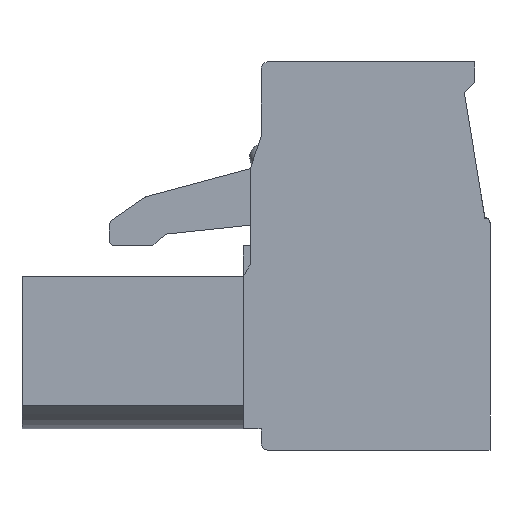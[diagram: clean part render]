
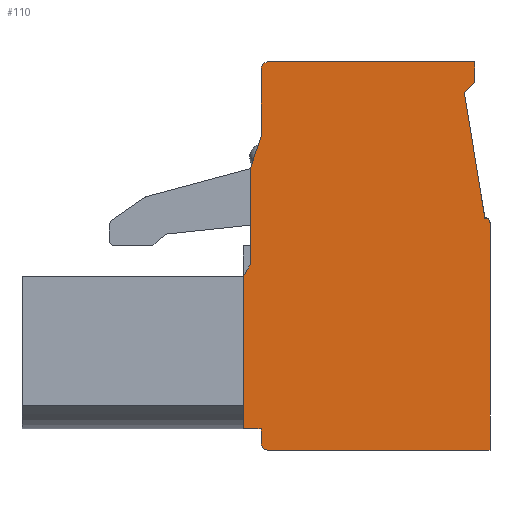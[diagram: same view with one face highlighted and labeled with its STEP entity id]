
A CAD part, left-side view. The second image highlights one B-rep face of the part: STEP entity #110.
In plain terms, the highlighted planar face has unit normal (-1, 0, 0).
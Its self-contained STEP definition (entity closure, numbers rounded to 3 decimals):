
#110=ADVANCED_FACE('3693',(#374),#375,.F.);
#374=FACE_OUTER_BOUND('',#762,.T.);
#375=PLANE('',#763);
#762=EDGE_LOOP('',(#1640,#1641,#1642,#1643,#1644,#1645,#1646,#1647,#1648,#1649,#1650,#1651,#1652,#1653,#1654,#1655));
#763=AXIS2_PLACEMENT_3D('',#1656,#1657,#1658);
#1640=ORIENTED_EDGE('',*,*,#2831,.T.);
#1641=ORIENTED_EDGE('',*,*,#2820,.T.);
#1642=ORIENTED_EDGE('',*,*,#2940,.F.);
#1643=ORIENTED_EDGE('',*,*,#2941,.F.);
#1644=ORIENTED_EDGE('',*,*,#2800,.F.);
#1645=ORIENTED_EDGE('',*,*,#2796,.T.);
#1646=ORIENTED_EDGE('',*,*,#2791,.T.);
#1647=ORIENTED_EDGE('',*,*,#2939,.F.);
#1648=ORIENTED_EDGE('',*,*,#2936,.T.);
#1649=ORIENTED_EDGE('',*,*,#2909,.F.);
#1650=ORIENTED_EDGE('',*,*,#2901,.T.);
#1651=ORIENTED_EDGE('',*,*,#2942,.F.);
#1652=ORIENTED_EDGE('',*,*,#2943,.F.);
#1653=ORIENTED_EDGE('',*,*,#2841,.F.);
#1654=ORIENTED_EDGE('',*,*,#2837,.T.);
#1655=ORIENTED_EDGE('',*,*,#2834,.F.);
#1656=CARTESIAN_POINT('',(-10.26,4.8,-7.55));
#1657=DIRECTION('',(1.0,0.0,0.0));
#1658=DIRECTION('',(0.0,1.0,-0.0));
#2791=EDGE_CURVE('4023',#3443,#3441,#3444,.T.);
#2796=EDGE_CURVE('4024',#3451,#3443,#3452,.T.);
#2800=EDGE_CURVE('4025',#3451,#3458,#3459,.T.);
#2820=EDGE_CURVE('4028',#3494,#3492,#3495,.T.);
#2831=EDGE_CURVE('4029',#3515,#3494,#3516,.T.);
#2834=EDGE_CURVE('4014',#3515,#3520,#3521,.T.);
#2837=EDGE_CURVE('4015',#3525,#3520,#3526,.T.);
#2841=EDGE_CURVE('4016',#3525,#3532,#3533,.T.);
#2901=EDGE_CURVE('4019',#3641,#3639,#3642,.T.);
#2909=EDGE_CURVE('4020',#3641,#3656,#3657,.T.);
#2936=EDGE_CURVE('4021',#3704,#3656,#3705,.T.);
#2939=EDGE_CURVE('4022',#3704,#3441,#3708,.T.);
#2940=EDGE_CURVE('4027',#3709,#3492,#3710,.T.);
#2941=EDGE_CURVE('4026',#3458,#3709,#3711,.T.);
#2942=EDGE_CURVE('4018',#3712,#3639,#3713,.T.);
#2943=EDGE_CURVE('4017',#3532,#3712,#3714,.T.);
#3441=VERTEX_POINT('',#5939);
#3443=VERTEX_POINT('',#5942);
#3444=LINE('',#5943,#5944);
#3451=VERTEX_POINT('',#5953);
#3452=LINE('',#5954,#5955);
#3458=VERTEX_POINT('',#5964);
#3459=LINE('',#5965,#5966);
#3492=VERTEX_POINT('',#6015);
#3494=VERTEX_POINT('',#6018);
#3495=LINE('',#6019,#6020);
#3515=VERTEX_POINT('',#6050);
#3516=LINE('',#6051,#6052);
#3520=VERTEX_POINT('',#6057);
#3521=CIRCLE('',#6058,0.3);
#3525=VERTEX_POINT('',#6064);
#3526=LINE('',#6065,#6066);
#3532=VERTEX_POINT('',#6075);
#3533=LINE('',#6076,#6077);
#3639=VERTEX_POINT('',#6226);
#3641=VERTEX_POINT('',#6229);
#3642=LINE('',#6230,#6231);
#3656=VERTEX_POINT('',#6252);
#3657=LINE('',#6253,#6254);
#3704=VERTEX_POINT('',#6319);
#3705=LINE('',#6320,#6321);
#3708=CIRCLE('',#6325,0.3);
#3709=VERTEX_POINT('',#6326);
#3710=CIRCLE('',#6327,0.2);
#3711=LINE('',#6328,#6329);
#3712=VERTEX_POINT('',#6330);
#3713=LINE('',#6331,#6332);
#3714=LINE('',#6333,#6334);
#5939=CARTESIAN_POINT('',(-10.26,8.6,0.0));
#5942=CARTESIAN_POINT('',(-10.26,0.6,0.0));
#5943=CARTESIAN_POINT('',(-10.26,0.6,0.0));
#5944=VECTOR('',#7725,8.0);
#5953=CARTESIAN_POINT('',(-10.26,0.6,-0.8));
#5954=CARTESIAN_POINT('',(-10.26,0.6,-0.8));
#5955=VECTOR('',#7734,0.8);
#5964=CARTESIAN_POINT('',(-10.26,1.,-1.2));
#5965=CARTESIAN_POINT('',(-10.26,0.6,-0.8));
#5966=VECTOR('',#7738,0.566);
#6015=CARTESIAN_POINT('',(-10.26,0.0,-6.275));
#6018=CARTESIAN_POINT('',(-10.26,0.0,-15.1));
#6019=CARTESIAN_POINT('',(-10.26,0.0,-15.1));
#6020=VECTOR('',#7762,8.825);
#6050=CARTESIAN_POINT('',(-10.26,8.6,-15.1));
#6051=CARTESIAN_POINT('',(-10.26,8.6,-15.1));
#6052=VECTOR('',#7773,8.6);
#6057=CARTESIAN_POINT('',(-10.26,8.9,-14.8));
#6058=AXIS2_PLACEMENT_3D('',#7778,#7779,#7780);
#6064=CARTESIAN_POINT('',(-10.26,8.9,-14.275));
#6065=CARTESIAN_POINT('',(-10.26,8.9,-14.275));
#6066=VECTOR('',#7783,0.525);
#6075=CARTESIAN_POINT('',(-10.26,9.6,-14.275));
#6076=CARTESIAN_POINT('',(-10.26,8.9,-14.275));
#6077=VECTOR('',#7787,0.7);
#6226=CARTESIAN_POINT('',(-10.26,9.3,-7.85));
#6229=CARTESIAN_POINT('',(-10.26,9.3,-4.1));
#6230=CARTESIAN_POINT('',(-10.26,9.3,-4.1));
#6231=VECTOR('',#7877,3.75);
#6252=CARTESIAN_POINT('',(-10.26,8.9,-2.9));
#6253=CARTESIAN_POINT('',(-10.26,9.3,-4.1));
#6254=VECTOR('',#7885,1.265);
#6319=CARTESIAN_POINT('',(-10.26,8.9,-0.3));
#6320=CARTESIAN_POINT('',(-10.26,8.9,-0.3));
#6321=VECTOR('',#7928,2.6);
#6325=AXIS2_PLACEMENT_3D('',#7933,#7934,#7935);
#6326=CARTESIAN_POINT('',(-10.26,0.2,-6.075));
#6327=AXIS2_PLACEMENT_3D('',#7936,#7937,#7938);
#6328=CARTESIAN_POINT('',(-10.26,1.,-1.2));
#6329=VECTOR('',#7939,4.94);
#6330=CARTESIAN_POINT('',(-10.26,9.6,-8.35));
#6331=CARTESIAN_POINT('',(-10.26,9.6,-8.35));
#6332=VECTOR('',#7940,0.583);
#6333=CARTESIAN_POINT('',(-10.26,9.6,-14.275));
#6334=VECTOR('',#7941,5.925);
#7725=DIRECTION('',(0.0,1.0,0.0));
#7734=DIRECTION('',(0.0,0.,1.0));
#7738=DIRECTION('',(0.0,0.707,-0.707));
#7762=DIRECTION('',(0.0,0.0,1.0));
#7773=DIRECTION('',(0.0,-1.0,0.0));
#7778=CARTESIAN_POINT('',(-10.26,8.6,-14.8));
#7779=DIRECTION('',(1.0,0.0,0.0));
#7780=DIRECTION('',(0.0,0.,-1.0));
#7783=DIRECTION('',(0.0,0.0,-1.0));
#7787=DIRECTION('',(0.0,1.0,0.0));
#7877=DIRECTION('',(0.0,0.,-1.0));
#7885=DIRECTION('',(0.0,-0.316,0.949));
#7928=DIRECTION('',(0.0,0.,-1.0));
#7933=CARTESIAN_POINT('',(-10.26,8.6,-0.3));
#7934=DIRECTION('',(1.0,0.0,0.0));
#7935=DIRECTION('',(0.0,1.0,0.0));
#7936=CARTESIAN_POINT('',(-10.26,0.2,-6.275));
#7937=DIRECTION('',(1.0,0.0,-0.0));
#7938=DIRECTION('',(0.0,0.0,1.0));
#7939=DIRECTION('',(0.0,-0.162,-0.987));
#7940=DIRECTION('',(0.0,-0.514,0.857));
#7941=DIRECTION('',(0.0,0.0,1.0));
